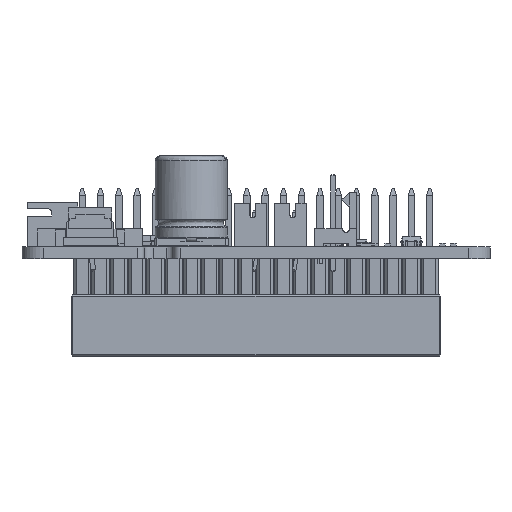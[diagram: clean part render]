
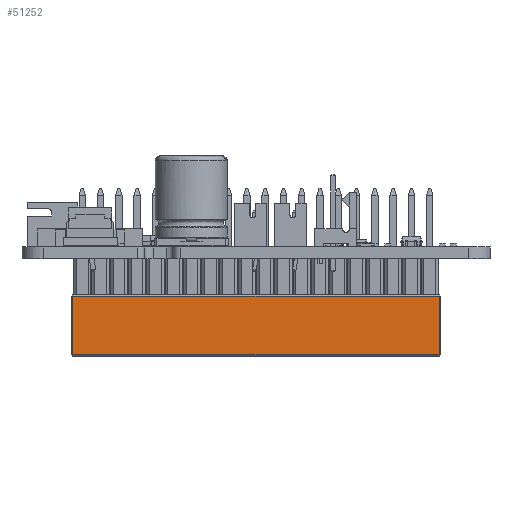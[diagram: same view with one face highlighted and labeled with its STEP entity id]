
A CAD part, front view. The second image highlights one B-rep face of the part: STEP entity #51252.
In plain terms, the highlighted face is planar.
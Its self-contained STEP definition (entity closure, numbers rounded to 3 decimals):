
#51252 = ADVANCED_FACE('',(#51253),#51287,.F.);
#51253 = FACE_BOUND('',#51254,.T.);
#51254 = EDGE_LOOP('',(#51255,#51265,#51273,#51281));
#51255 = ORIENTED_EDGE('',*,*,#51256,.T.);
#51256 = EDGE_CURVE('',#51257,#51259,#51261,.T.);
#51257 = VERTEX_POINT('',#51258);
#51258 = CARTESIAN_POINT('',(25.45,2.5,0.2));
#51259 = VERTEX_POINT('',#51260);
#51260 = CARTESIAN_POINT('',(-25.45,2.5,0.2));
#51261 = LINE('',#51262,#51263);
#51262 = CARTESIAN_POINT('',(0.,2.5,0.2));
#51263 = VECTOR('',#51264,1.);
#51264 = DIRECTION('',(-1.,0.,0.));
#51265 = ORIENTED_EDGE('',*,*,#51266,.T.);
#51266 = EDGE_CURVE('',#51259,#51267,#51269,.T.);
#51267 = VERTEX_POINT('',#51268);
#51268 = CARTESIAN_POINT('',(-25.45,2.5,8.3));
#51269 = LINE('',#51270,#51271);
#51270 = CARTESIAN_POINT('',(-25.45,2.5,8.5));
#51271 = VECTOR('',#51272,1.);
#51272 = DIRECTION('',(0.,0.,1.));
#51273 = ORIENTED_EDGE('',*,*,#51274,.T.);
#51274 = EDGE_CURVE('',#51267,#51275,#51277,.T.);
#51275 = VERTEX_POINT('',#51276);
#51276 = CARTESIAN_POINT('',(25.45,2.5,8.3));
#51277 = LINE('',#51278,#51279);
#51278 = CARTESIAN_POINT('',(25.65,2.5,8.3));
#51279 = VECTOR('',#51280,1.);
#51280 = DIRECTION('',(1.,0.,0.));
#51281 = ORIENTED_EDGE('',*,*,#51282,.T.);
#51282 = EDGE_CURVE('',#51275,#51257,#51283,.T.);
#51283 = LINE('',#51284,#51285);
#51284 = CARTESIAN_POINT('',(25.45,2.5,0.));
#51285 = VECTOR('',#51286,1.);
#51286 = DIRECTION('',(0.,0.,-1.));
#51287 = PLANE('',#51288);
#51288 = AXIS2_PLACEMENT_3D('',#51289,#51290,#51291);
#51289 = CARTESIAN_POINT('',(0.,2.5,8.5));
#51290 = DIRECTION('',(0.,-1.,0.));
#51291 = DIRECTION('',(0.,0.,-1.));
